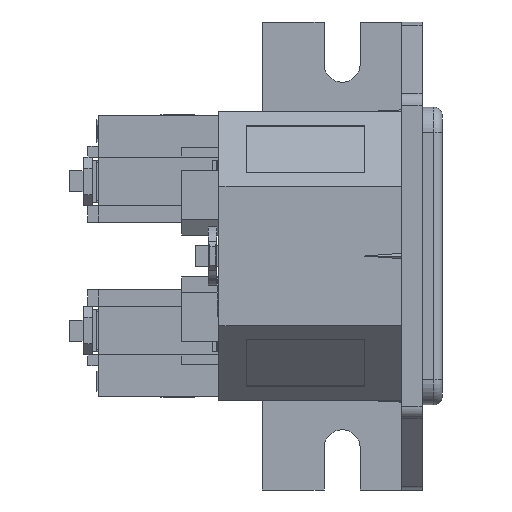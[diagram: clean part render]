
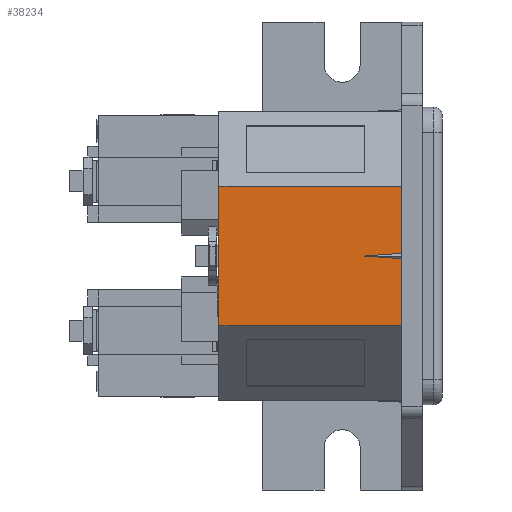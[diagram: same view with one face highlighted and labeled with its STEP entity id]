
A CAD part, front view. The second image highlights one B-rep face of the part: STEP entity #38234.
In plain terms, the highlighted planar face has unit normal (0, -1, 0).
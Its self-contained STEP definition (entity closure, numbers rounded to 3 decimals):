
#187 = AXIS2_PLACEMENT_3D ( 'NONE', #9312, #15576, #22257 ) ;
#204 = VERTEX_POINT ( 'NONE', #27593 ) ;
#950 = LINE ( 'NONE', #24326, #9681 ) ;
#2014 = CARTESIAN_POINT ( 'NONE',  ( -17.15, -15.43, -6.555 ) ) ;
#2605 = ORIENTED_EDGE ( 'NONE', *, *, #39301, .F. ) ;
#3267 = LINE ( 'NONE', #33554, #33161 ) ;
#5349 = VERTEX_POINT ( 'NONE', #6966 ) ;
#5893 = ORIENTED_EDGE ( 'NONE', *, *, #41491, .T. ) ;
#6161 = CARTESIAN_POINT ( 'NONE',  ( 0., -15.43, 0.255 ) ) ;
#6899 = CARTESIAN_POINT ( 'NONE',  ( 0., -15.43, -0.255 ) ) ;
#6966 = CARTESIAN_POINT ( 'NONE',  ( 0., -15.43, -6.555 ) ) ;
#7406 = DIRECTION ( 'NONE',  ( -0.997, 0., 0.073 ) ) ;
#9312 = CARTESIAN_POINT ( 'NONE',  ( -12.85, -15.43, 6.555 ) ) ;
#9681 = VECTOR ( 'NONE', #7406, 1000. ) ;
#11181 = CARTESIAN_POINT ( 'NONE',  ( 0., -15.43, 0.255 ) ) ;
#12319 = ORIENTED_EDGE ( 'NONE', *, *, #41715, .F. ) ;
#13364 = CARTESIAN_POINT ( 'NONE',  ( -3.5, -15.43, 0. ) ) ;
#13439 = EDGE_CURVE ( 'NONE', #21586, #37965, #16846, .T. ) ;
#13888 = EDGE_LOOP ( 'NONE', ( #34463, #19438, #12319, #14800, #29135, #2605, #5893 ) ) ;
#14800 = ORIENTED_EDGE ( 'NONE', *, *, #38881, .T. ) ;
#15159 = CARTESIAN_POINT ( 'NONE',  ( 0., -15.43, -0.255 ) ) ;
#15461 = VECTOR ( 'NONE', #30322, 1000. ) ;
#15576 = DIRECTION ( 'NONE',  ( 0., -1., 0. ) ) ;
#15944 = CARTESIAN_POINT ( 'NONE',  ( -17.15, -15.43, -6.555 ) ) ;
#16417 = DIRECTION ( 'NONE',  ( -0.997, 0., -0.073 ) ) ;
#16756 = LINE ( 'NONE', #20525, #15461 ) ;
#16846 = LINE ( 'NONE', #6161, #40888 ) ;
#17315 = DIRECTION ( 'NONE',  ( 1., 0., 0. ) ) ;
#19438 = ORIENTED_EDGE ( 'NONE', *, *, #21381, .F. ) ;
#20525 = CARTESIAN_POINT ( 'NONE',  ( 0., -15.43, 6.555 ) ) ;
#21050 = DIRECTION ( 'NONE',  ( 0., 0., -1. ) ) ;
#21381 = EDGE_CURVE ( 'NONE', #204, #21586, #16756, .T. ) ;
#21586 = VERTEX_POINT ( 'NONE', #11181 ) ;
#22170 = VECTOR ( 'NONE', #29509, 1000. ) ;
#22257 = DIRECTION ( 'NONE',  ( 0., 0., -1. ) ) ;
#24160 = CARTESIAN_POINT ( 'NONE',  ( -17.15, -15.43, 6.555 ) ) ;
#24326 = CARTESIAN_POINT ( 'NONE',  ( 0., -15.43, -0.255 ) ) ;
#24732 = DIRECTION ( 'NONE',  ( 0., 0., -1. ) ) ;
#25593 = FACE_OUTER_BOUND ( 'NONE', #13888, .T. ) ;
#27593 = CARTESIAN_POINT ( 'NONE',  ( 0., -15.43, 6.555 ) ) ;
#28753 = VERTEX_POINT ( 'NONE', #2014 ) ;
#29135 = ORIENTED_EDGE ( 'NONE', *, *, #40805, .T. ) ;
#29509 = DIRECTION ( 'NONE',  ( 1., 0., 0. ) ) ;
#29713 = VERTEX_POINT ( 'NONE', #34335 ) ;
#30070 = VECTOR ( 'NONE', #21050, 1000. ) ;
#30322 = DIRECTION ( 'NONE',  ( 0., 0., -1. ) ) ;
#31298 = VERTEX_POINT ( 'NONE', #6899 ) ;
#32211 = LINE ( 'NONE', #15944, #22170 ) ;
#33161 = VECTOR ( 'NONE', #17315, 1000. ) ;
#33554 = CARTESIAN_POINT ( 'NONE',  ( -17.15, -15.43, 6.555 ) ) ;
#34335 = CARTESIAN_POINT ( 'NONE',  ( -17.15, -15.43, 6.555 ) ) ;
#34356 = VECTOR ( 'NONE', #24732, 1000. ) ;
#34463 = ORIENTED_EDGE ( 'NONE', *, *, #13439, .F. ) ;
#34839 = LINE ( 'NONE', #24160, #30070 ) ;
#37965 = VERTEX_POINT ( 'NONE', #13364 ) ;
#38234 = ADVANCED_FACE ( 'NONE', ( #25593 ), #39164, .T. ) ;
#38881 = EDGE_CURVE ( 'NONE', #29713, #28753, #34839, .T. ) ;
#38960 = LINE ( 'NONE', #15159, #34356 ) ;
#39164 = PLANE ( 'NONE',  #187 ) ;
#39301 = EDGE_CURVE ( 'NONE', #31298, #5349, #38960, .T. ) ;
#40805 = EDGE_CURVE ( 'NONE', #28753, #5349, #32211, .T. ) ;
#40888 = VECTOR ( 'NONE', #16417, 1000. ) ;
#41491 = EDGE_CURVE ( 'NONE', #31298, #37965, #950, .T. ) ;
#41715 = EDGE_CURVE ( 'NONE', #29713, #204, #3267, .T. ) ;
